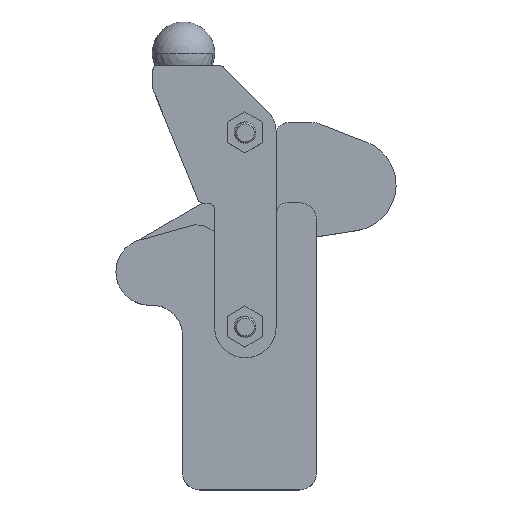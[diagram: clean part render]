
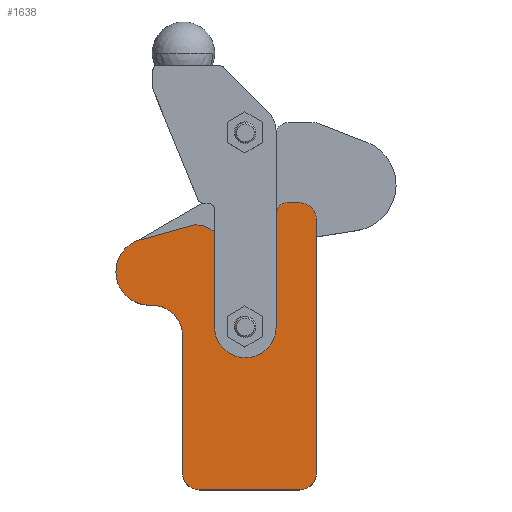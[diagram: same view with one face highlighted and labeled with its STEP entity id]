
A CAD part, top view. The second image highlights one B-rep face of the part: STEP entity #1638.
In plain terms, the highlighted planar face has unit normal (0, 0, 1).
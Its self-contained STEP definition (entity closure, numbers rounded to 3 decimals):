
#90=CARTESIAN_POINT('',(216.895,462.387,34.0));
#91=VERTEX_POINT('',#90);
#107=CARTESIAN_POINT('',(215.431,458.852,34.0));
#108=VERTEX_POINT('',#107);
#115=CARTESIAN_POINT('',(220.431,458.852,34.0));
#116=DIRECTION('',(0.0,0.0,-1.));
#117=DIRECTION('',(-0.707,0.707,0.0));
#118=AXIS2_PLACEMENT_3D('',#115,#116,#117);
#119=CIRCLE('',#118,5.);
#120=EDGE_CURVE('',#108,#91,#119,.T.);
#132=CARTESIAN_POINT('',(205.098,441.279,34.0));
#133=VERTEX_POINT('',#132);
#149=CARTESIAN_POINT('',(188.576,446.923,34.0));
#150=VERTEX_POINT('',#149);
#157=CARTESIAN_POINT('',(200.681,455.352,34.0));
#158=DIRECTION('',(0.0,0.0,1.));
#159=DIRECTION('',(0.299,-0.954,0.0));
#160=AXIS2_PLACEMENT_3D('',#157,#158,#159);
#161=CIRCLE('',#160,14.75);
#162=EDGE_CURVE('',#150,#133,#161,.T.);
#174=CARTESIAN_POINT('',(187.349,448.46,34.0));
#175=VERTEX_POINT('',#174);
#191=CARTESIAN_POINT('',(176.266,453.352,34.0));
#192=VERTEX_POINT('',#191);
#199=CARTESIAN_POINT('',(176.266,438.352,34.0));
#200=DIRECTION('',(0.0,0.0,-1.));
#201=DIRECTION('',(0.739,0.674,0.0));
#202=AXIS2_PLACEMENT_3D('',#199,#200,#201);
#203=CIRCLE('',#202,15.);
#204=EDGE_CURVE('',#192,#175,#203,.T.);
#216=CARTESIAN_POINT('',(138.437,430.421,34.0));
#217=VERTEX_POINT('',#216);
#233=CARTESIAN_POINT('',(153.371,414.887,34.0));
#234=VERTEX_POINT('',#233);
#241=CARTESIAN_POINT('',(154.431,430.852,34.0));
#242=DIRECTION('',(0.0,0.0,-1.));
#243=DIRECTION('',(-1.,-0.027,0.0));
#244=AXIS2_PLACEMENT_3D('',#241,#242,#243);
#245=CIRCLE('',#244,16.);
#246=EDGE_CURVE('',#234,#217,#245,.T.);
#468=CARTESIAN_POINT('',(195.431,404.352,34.0));
#469=VERTEX_POINT('',#468);
#485=CARTESIAN_POINT('',(205.431,404.352,34.0));
#486=VERTEX_POINT('',#485);
#493=CARTESIAN_POINT('',(200.431,404.352,34.0));
#494=DIRECTION('',(0.0,0.0,-1.0));
#495=DIRECTION('',(0.0,-1.0,0.0));
#496=AXIS2_PLACEMENT_3D('',#493,#494,#495);
#497=CIRCLE('',#496,5.0);
#498=EDGE_CURVE('',#469,#486,#497,.T.);
#575=CARTESIAN_POINT('',(200.431,404.352,34.0));
#576=DIRECTION('',(0.0,0.0,-1.0));
#577=DIRECTION('',(0.0,-1.0,0.0));
#578=AXIS2_PLACEMENT_3D('',#575,#576,#577);
#579=CIRCLE('',#578,5.0);
#580=EDGE_CURVE('',#486,#469,#579,.T.);
#1144=CARTESIAN_POINT('',(234.431,334.352,34.0));
#1145=VERTEX_POINT('',#1144);
#1152=CARTESIAN_POINT('',(226.431,326.352,34.0));
#1153=VERTEX_POINT('',#1152);
#1154=CARTESIAN_POINT('',(226.431,334.352,34.0));
#1155=DIRECTION('',(0.0,0.0,1.0));
#1156=DIRECTION('',(0.0,-1.0,0.0));
#1157=AXIS2_PLACEMENT_3D('',#1154,#1155,#1156);
#1158=CIRCLE('',#1157,8.0);
#1159=EDGE_CURVE('',#1153,#1145,#1158,.T.);
#1183=CARTESIAN_POINT('',(234.431,455.852,34.0));
#1184=VERTEX_POINT('',#1183);
#1191=CARTESIAN_POINT('',(234.431,334.352,34.0));
#1192=DIRECTION('',(0.0,1.0,0.0));
#1193=VECTOR('',#1192,121.5);
#1194=LINE('',#1191,#1193);
#1195=EDGE_CURVE('',#1145,#1184,#1194,.T.);
#1215=CARTESIAN_POINT('',(226.431,463.852,34.0));
#1216=VERTEX_POINT('',#1215);
#1223=CARTESIAN_POINT('',(226.431,455.852,34.0));
#1224=DIRECTION('',(0.0,0.0,1.0));
#1225=DIRECTION('',(1.0,0.0,0.0));
#1226=AXIS2_PLACEMENT_3D('',#1223,#1224,#1225);
#1227=CIRCLE('',#1226,8.);
#1228=EDGE_CURVE('',#1184,#1216,#1227,.T.);
#1250=CARTESIAN_POINT('',(178.431,326.352,34.0));
#1251=VERTEX_POINT('',#1250);
#1258=CARTESIAN_POINT('',(170.431,334.352,34.0));
#1259=VERTEX_POINT('',#1258);
#1260=CARTESIAN_POINT('',(178.431,334.352,34.0));
#1261=DIRECTION('',(0.0,0.0,1.0));
#1262=DIRECTION('',(1.0,0.0,0.0));
#1263=AXIS2_PLACEMENT_3D('',#1260,#1261,#1262);
#1264=CIRCLE('',#1263,8.);
#1265=EDGE_CURVE('',#1259,#1251,#1264,.T.);
#1290=CARTESIAN_POINT('',(170.431,399.887,34.0));
#1291=VERTEX_POINT('',#1290);
#1292=CARTESIAN_POINT('',(170.431,399.887,34.0));
#1293=DIRECTION('',(0.0,-1.0,0.0));
#1294=VECTOR('',#1293,65.535);
#1295=LINE('',#1292,#1294);
#1296=EDGE_CURVE('',#1291,#1259,#1295,.T.);
#1322=CARTESIAN_POINT('',(155.431,414.887,34.0));
#1323=VERTEX_POINT('',#1322);
#1324=CARTESIAN_POINT('',(155.431,399.887,34.0));
#1325=DIRECTION('',(0.0,0.0,-1.0));
#1326=DIRECTION('',(1.0,0.0,0.0));
#1327=AXIS2_PLACEMENT_3D('',#1324,#1325,#1326);
#1328=CIRCLE('',#1327,15.);
#1329=EDGE_CURVE('',#1323,#1291,#1328,.T.);
#1352=CARTESIAN_POINT('',(153.371,414.887,34.0));
#1353=DIRECTION('',(1.0,0.0,0.0));
#1354=VECTOR('',#1353,2.06);
#1355=LINE('',#1352,#1354);
#1356=EDGE_CURVE('',#234,#1323,#1355,.T.);
#1375=CARTESIAN_POINT('',(226.431,326.352,34.0));
#1376=DIRECTION('',(-1.0,0.0,0.0));
#1377=VECTOR('',#1376,48.0);
#1378=LINE('',#1375,#1377);
#1379=EDGE_CURVE('',#1153,#1251,#1378,.T.);
#1470=CARTESIAN_POINT('',(152.512,446.736,34.0));
#1471=VERTEX_POINT('',#1470);
#1472=CARTESIAN_POINT('',(154.431,430.852,34.0));
#1473=DIRECTION('',(0.0,0.0,-1.));
#1474=DIRECTION('',(-1.,-0.027,0.0));
#1475=AXIS2_PLACEMENT_3D('',#1472,#1473,#1474);
#1476=CIRCLE('',#1475,16.);
#1477=EDGE_CURVE('',#217,#1471,#1476,.T.);
#1494=CARTESIAN_POINT('',(152.512,446.736,34.0));
#1495=DIRECTION('',(0.963,0.268,0.0));
#1496=VECTOR('',#1495,24.658);
#1497=LINE('',#1494,#1496);
#1498=EDGE_CURVE('',#1471,#192,#1497,.T.);
#1512=CARTESIAN_POINT('',(176.266,438.352,34.0));
#1513=DIRECTION('',(0.0,0.0,-1.));
#1514=DIRECTION('',(0.739,0.674,0.0));
#1515=AXIS2_PLACEMENT_3D('',#1512,#1513,#1514);
#1516=CIRCLE('',#1515,15.);
#1517=EDGE_CURVE('',#175,#150,#1516,.T.);
#1530=CARTESIAN_POINT('',(215.431,455.352,34.0));
#1531=VERTEX_POINT('',#1530);
#1532=CARTESIAN_POINT('',(200.681,455.352,34.0));
#1533=DIRECTION('',(0.0,0.0,1.));
#1534=DIRECTION('',(0.299,-0.954,0.0));
#1535=AXIS2_PLACEMENT_3D('',#1532,#1533,#1534);
#1536=CIRCLE('',#1535,14.75);
#1537=EDGE_CURVE('',#133,#1531,#1536,.T.);
#1554=CARTESIAN_POINT('',(215.431,455.352,34.0));
#1555=DIRECTION('',(0.0,1.0,0.0));
#1556=VECTOR('',#1555,3.5);
#1557=LINE('',#1554,#1556);
#1558=EDGE_CURVE('',#1531,#108,#1557,.T.);
#1572=CARTESIAN_POINT('',(220.431,463.852,34.0));
#1573=VERTEX_POINT('',#1572);
#1574=CARTESIAN_POINT('',(220.431,458.852,34.0));
#1575=DIRECTION('',(0.0,0.0,-1.));
#1576=DIRECTION('',(-0.707,0.707,0.0));
#1577=AXIS2_PLACEMENT_3D('',#1574,#1575,#1576);
#1578=CIRCLE('',#1577,5.);
#1579=EDGE_CURVE('',#91,#1573,#1578,.T.);
#1596=CARTESIAN_POINT('',(220.431,463.852,34.0));
#1597=DIRECTION('',(1.0,0.0,0.0));
#1598=VECTOR('',#1597,6.);
#1599=LINE('',#1596,#1598);
#1600=EDGE_CURVE('',#1573,#1216,#1599,.T.);
#1608=CARTESIAN_POINT('',(231.431,458.852,34.0));
#1609=DIRECTION('',(0.0,0.0,1.0));
#1610=DIRECTION('',(1.0,0.0,0.0));
#1611=AXIS2_PLACEMENT_3D('',#1608,#1609,#1610);
#1612=PLANE('',#1611);
#1613=ORIENTED_EDGE('',*,*,#1265,.T.);
#1614=ORIENTED_EDGE('',*,*,#1379,.F.);
#1615=ORIENTED_EDGE('',*,*,#1159,.T.);
#1616=ORIENTED_EDGE('',*,*,#1195,.T.);
#1617=ORIENTED_EDGE('',*,*,#1228,.T.);
#1618=ORIENTED_EDGE('',*,*,#1600,.F.);
#1619=ORIENTED_EDGE('',*,*,#1579,.F.);
#1620=ORIENTED_EDGE('',*,*,#120,.F.);
#1621=ORIENTED_EDGE('',*,*,#1558,.F.);
#1622=ORIENTED_EDGE('',*,*,#1537,.F.);
#1623=ORIENTED_EDGE('',*,*,#162,.F.);
#1624=ORIENTED_EDGE('',*,*,#1517,.F.);
#1625=ORIENTED_EDGE('',*,*,#204,.F.);
#1626=ORIENTED_EDGE('',*,*,#1498,.F.);
#1627=ORIENTED_EDGE('',*,*,#1477,.F.);
#1628=ORIENTED_EDGE('',*,*,#246,.F.);
#1629=ORIENTED_EDGE('',*,*,#1356,.T.);
#1630=ORIENTED_EDGE('',*,*,#1329,.T.);
#1631=ORIENTED_EDGE('',*,*,#1296,.T.);
#1632=EDGE_LOOP('',(#1613,#1614,#1615,#1616,#1617,#1618,#1619,#1620,#1621,#1622,#1623,#1624,#1625,#1626,#1627,#1628,#1629,#1630,#1631));
#1633=FACE_OUTER_BOUND('',#1632,.T.);
#1634=ORIENTED_EDGE('',*,*,#498,.T.);
#1635=ORIENTED_EDGE('',*,*,#580,.T.);
#1636=EDGE_LOOP('',(#1634,#1635));
#1637=FACE_BOUND('',#1636,.T.);
#1638=ADVANCED_FACE('',(#1633,#1637),#1612,.T.);
